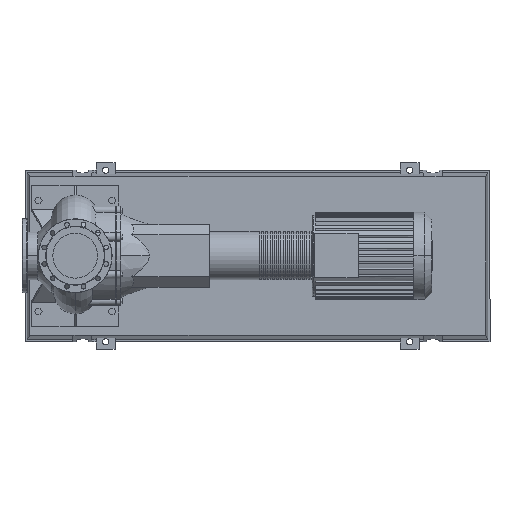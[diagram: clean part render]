
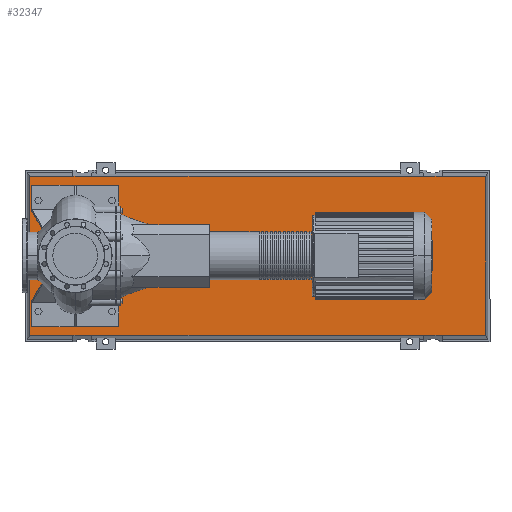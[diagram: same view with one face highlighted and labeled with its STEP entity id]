
A CAD part, top view. The second image highlights one B-rep face of the part: STEP entity #32347.
In plain terms, the highlighted free-form (B-spline) face has degree [1, 1] with [2, 2] control points.
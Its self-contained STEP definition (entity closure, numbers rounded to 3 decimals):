
#29748=CARTESIAN_POINT('',(1603.5,366.0,123.0));
#29749=VERTEX_POINT('',#29748);
#29756=CARTESIAN_POINT('',(1690.5,366.0,123.0));
#29757=VERTEX_POINT('',#29756);
#29758=CARTESIAN_POINT('',(1603.5,366.0,123.0));
#29759=DIRECTION('',(1.0,0.0,0.0));
#29760=VECTOR('',#29759,87.0);
#29761=LINE('',#29758,#29760);
#29762=EDGE_CURVE('',#29749,#29757,#29761,.T.);
#30214=CARTESIAN_POINT('',(76.5,366.0,123.0));
#30215=VERTEX_POINT('',#30214);
#30222=CARTESIAN_POINT('',(76.5,366.0,123.0));
#30223=DIRECTION('',(1.0,0.0,0.0));
#30224=VECTOR('',#30223,1527.0);
#30225=LINE('',#30222,#30224);
#30226=EDGE_CURVE('',#30215,#29749,#30225,.T.);
#30574=CARTESIAN_POINT('',(-10.5,366.0,123.0));
#30575=VERTEX_POINT('',#30574);
#30582=CARTESIAN_POINT('',(-10.5,366.0,123.0));
#30583=DIRECTION('',(1.0,0.0,0.0));
#30584=VECTOR('',#30583,87.);
#30585=LINE('',#30582,#30584);
#30586=EDGE_CURVE('',#30575,#30215,#30585,.T.);
#30645=CARTESIAN_POINT('',(1890.0,366.0,123.0));
#30646=VERTEX_POINT('',#30645);
#30647=CARTESIAN_POINT('',(1690.5,366.0,123.0));
#30648=DIRECTION('',(1.0,0.0,0.0));
#30649=VECTOR('',#30648,199.5);
#30650=LINE('',#30647,#30649);
#30651=EDGE_CURVE('',#29757,#30646,#30650,.T.);
#30677=CARTESIAN_POINT('',(-210.,366.0,123.0));
#30678=VERTEX_POINT('',#30677);
#30685=CARTESIAN_POINT('',(-210.,366.0,123.0));
#30686=DIRECTION('',(1.0,0.0,0.0));
#30687=VECTOR('',#30686,199.5);
#30688=LINE('',#30685,#30687);
#30689=EDGE_CURVE('',#30678,#30575,#30688,.T.);
#30922=CARTESIAN_POINT('',(1690.5,-366.0,123.0));
#30923=VERTEX_POINT('',#30922);
#30930=CARTESIAN_POINT('',(1603.5,-366.0,123.0));
#30931=VERTEX_POINT('',#30930);
#30932=CARTESIAN_POINT('',(1603.5,-366.0,123.0));
#30933=DIRECTION('',(1.0,0.0,0.0));
#30934=VECTOR('',#30933,87.0);
#30935=LINE('',#30932,#30934);
#30936=EDGE_CURVE('',#30931,#30923,#30935,.T.);
#31156=CARTESIAN_POINT('',(1890.0,-366.0,123.0));
#31157=VERTEX_POINT('',#31156);
#31164=CARTESIAN_POINT('',(1690.5,-366.0,123.0));
#31165=DIRECTION('',(1.0,0.0,0.0));
#31166=VECTOR('',#31165,199.5);
#31167=LINE('',#31164,#31166);
#31168=EDGE_CURVE('',#30923,#31157,#31167,.T.);
#31285=CARTESIAN_POINT('',(76.5,-366.0,123.0));
#31286=VERTEX_POINT('',#31285);
#31293=CARTESIAN_POINT('',(-10.5,-366.0,123.0));
#31294=VERTEX_POINT('',#31293);
#31295=CARTESIAN_POINT('',(-10.5,-366.0,123.0));
#31296=DIRECTION('',(1.0,0.0,0.0));
#31297=VECTOR('',#31296,87.);
#31298=LINE('',#31295,#31297);
#31299=EDGE_CURVE('',#31294,#31286,#31298,.T.);
#31410=CARTESIAN_POINT('',(-210.,-366.0,123.0));
#31411=VERTEX_POINT('',#31410);
#31412=CARTESIAN_POINT('',(-210.,-366.0,123.0));
#31413=DIRECTION('',(1.0,0.0,0.0));
#31414=VECTOR('',#31413,199.5);
#31415=LINE('',#31412,#31414);
#31416=EDGE_CURVE('',#31411,#31294,#31415,.T.);
#31434=CARTESIAN_POINT('',(76.5,-366.0,123.0));
#31435=DIRECTION('',(1.0,0.0,0.0));
#31436=VECTOR('',#31435,1527.0);
#31437=LINE('',#31434,#31436);
#31438=EDGE_CURVE('',#31286,#30931,#31437,.T.);
#32318=CARTESIAN_POINT('',(-210.0,-366.0,123.));
#32319=CARTESIAN_POINT('',(1890.0,-366.0,123.));
#32320=CARTESIAN_POINT('',(-210.0,366.0,123.));
#32321=CARTESIAN_POINT('',(1890.0,366.0,123.));
#32322=B_SPLINE_SURFACE_WITH_KNOTS('',1,1,((#32318,#32320),(#32319,#32321)),.UNSPECIFIED.,.F.,.F.,.U.,(2,2),(2,2),(0.0,2100.0),(0.0,732.0),.UNSPECIFIED.);
#32323=CARTESIAN_POINT('',(1890.0,366.0,123.0));
#32324=DIRECTION('',(0.0,-1.0,0.0));
#32325=VECTOR('',#32324,732.0);
#32326=LINE('',#32323,#32325);
#32327=EDGE_CURVE('',#30646,#31157,#32326,.T.);
#32328=ORIENTED_EDGE('',*,*,#32327,.F.);
#32329=ORIENTED_EDGE('',*,*,#30651,.F.);
#32330=ORIENTED_EDGE('',*,*,#29762,.F.);
#32331=ORIENTED_EDGE('',*,*,#30226,.F.);
#32332=ORIENTED_EDGE('',*,*,#30586,.F.);
#32333=ORIENTED_EDGE('',*,*,#30689,.F.);
#32334=CARTESIAN_POINT('',(-210.,366.0,123.0));
#32335=DIRECTION('',(0.0,-1.0,0.0));
#32336=VECTOR('',#32335,732.0);
#32337=LINE('',#32334,#32336);
#32338=EDGE_CURVE('',#30678,#31411,#32337,.T.);
#32339=ORIENTED_EDGE('',*,*,#32338,.T.);
#32340=ORIENTED_EDGE('',*,*,#31416,.T.);
#32341=ORIENTED_EDGE('',*,*,#31299,.T.);
#32342=ORIENTED_EDGE('',*,*,#31438,.T.);
#32343=ORIENTED_EDGE('',*,*,#30936,.T.);
#32344=ORIENTED_EDGE('',*,*,#31168,.T.);
#32345=EDGE_LOOP('',(#32328,#32329,#32330,#32331,#32332,#32333,#32339,#32340,#32341,#32342,#32343,#32344));
#32346=FACE_OUTER_BOUND('',#32345,.T.);
#32347=ADVANCED_FACE('',(#32346),#32322,.T.);
